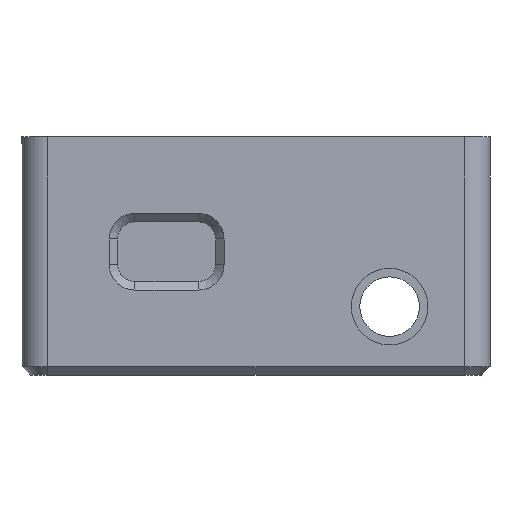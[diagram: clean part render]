
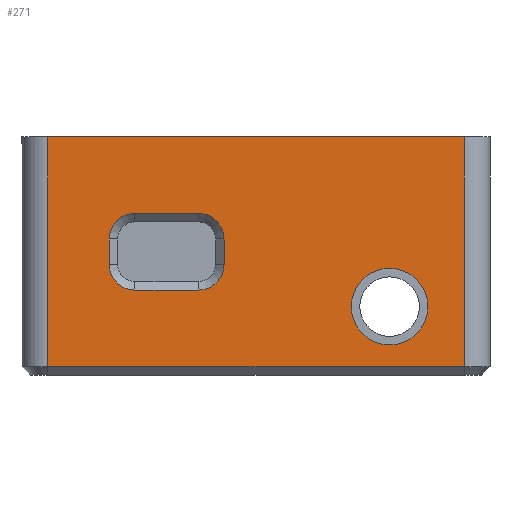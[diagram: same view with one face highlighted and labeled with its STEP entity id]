
A CAD part, left-side view. The second image highlights one B-rep face of the part: STEP entity #271.
In plain terms, the highlighted planar face has unit normal (-1, 0, 0).
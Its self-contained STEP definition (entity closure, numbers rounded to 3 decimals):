
#152=FACE_BOUND('',#536,.T.);
#153=FACE_BOUND('',#537,.T.);
#154=FACE_BOUND('',#538,.T.);
#218=CIRCLE('',#2042,3.);
#219=CIRCLE('',#2043,3.);
#220=CIRCLE('',#2044,3.);
#221=CIRCLE('',#2045,3.);
#222=CIRCLE('',#2046,4.5);
#271=ADVANCED_FACE('',(#152,#153,#154),#375,.F.);
#375=PLANE('',#2047);
#536=EDGE_LOOP('',(#800,#801,#802,#803,#804,#805,#806,#807));
#537=EDGE_LOOP('',(#808));
#538=EDGE_LOOP('',(#809,#810,#811,#812));
#800=ORIENTED_EDGE('',*,*,#1466,.T.);
#801=ORIENTED_EDGE('',*,*,#1467,.T.);
#802=ORIENTED_EDGE('',*,*,#1468,.T.);
#803=ORIENTED_EDGE('',*,*,#1469,.T.);
#804=ORIENTED_EDGE('',*,*,#1470,.T.);
#805=ORIENTED_EDGE('',*,*,#1471,.T.);
#806=ORIENTED_EDGE('',*,*,#1472,.T.);
#807=ORIENTED_EDGE('',*,*,#1473,.T.);
#808=ORIENTED_EDGE('',*,*,#1474,.T.);
#809=ORIENTED_EDGE('',*,*,#1475,.T.);
#810=ORIENTED_EDGE('',*,*,#1476,.T.);
#811=ORIENTED_EDGE('',*,*,#1477,.T.);
#812=ORIENTED_EDGE('',*,*,#1355,.F.);
#1183=VERTEX_POINT('',#2738);
#1184=VERTEX_POINT('',#2740);
#1271=VERTEX_POINT('',#2955);
#1272=VERTEX_POINT('',#2956);
#1273=VERTEX_POINT('',#2958);
#1274=VERTEX_POINT('',#2960);
#1275=VERTEX_POINT('',#2962);
#1276=VERTEX_POINT('',#2964);
#1277=VERTEX_POINT('',#2966);
#1278=VERTEX_POINT('',#2968);
#1279=VERTEX_POINT('',#2971);
#1280=VERTEX_POINT('',#2973);
#1281=VERTEX_POINT('',#2975);
#1355=EDGE_CURVE('',#1183,#1184,#1613,.T.);
#1466=EDGE_CURVE('',#1271,#1272,#1700,.T.);
#1467=EDGE_CURVE('',#1272,#1273,#218,.T.);
#1468=EDGE_CURVE('',#1273,#1274,#1701,.T.);
#1469=EDGE_CURVE('',#1274,#1275,#219,.T.);
#1470=EDGE_CURVE('',#1275,#1276,#1702,.T.);
#1471=EDGE_CURVE('',#1276,#1277,#220,.T.);
#1472=EDGE_CURVE('',#1277,#1278,#1703,.T.);
#1473=EDGE_CURVE('',#1278,#1271,#221,.T.);
#1474=EDGE_CURVE('',#1279,#1279,#222,.T.);
#1475=EDGE_CURVE('',#1183,#1280,#1704,.T.);
#1476=EDGE_CURVE('',#1280,#1281,#1705,.T.);
#1477=EDGE_CURVE('',#1281,#1184,#1706,.T.);
#1613=LINE('',#2739,#1813);
#1700=LINE('',#2954,#1900);
#1701=LINE('',#2959,#1901);
#1702=LINE('',#2963,#1902);
#1703=LINE('',#2967,#1903);
#1704=LINE('',#2972,#1904);
#1705=LINE('',#2974,#1905);
#1706=LINE('',#2976,#1906);
#1813=VECTOR('',#2190,1.);
#1900=VECTOR('',#2359,1.);
#1901=VECTOR('',#2362,1.);
#1902=VECTOR('',#2365,1.);
#1903=VECTOR('',#2368,1.);
#1904=VECTOR('',#2373,1.);
#1905=VECTOR('',#2374,1.);
#1906=VECTOR('',#2375,1.);
#2042=AXIS2_PLACEMENT_3D('',#2957,#2360,#2361);
#2043=AXIS2_PLACEMENT_3D('',#2961,#2363,#2364);
#2044=AXIS2_PLACEMENT_3D('',#2965,#2366,#2367);
#2045=AXIS2_PLACEMENT_3D('',#2969,#2369,#2370);
#2046=AXIS2_PLACEMENT_3D('',#2970,#2371,#2372);
#2047=AXIS2_PLACEMENT_3D('',#2977,#2376,#2377);
#2190=DIRECTION('',(0.,-1.,0.));
#2359=DIRECTION('',(0.,0.,-1.));
#2360=DIRECTION('',(1.,0.,0.));
#2361=DIRECTION('',(0.,1.,0.));
#2362=DIRECTION('',(0.,1.,0.));
#2363=DIRECTION('',(1.,0.,0.));
#2364=DIRECTION('',(0.,1.,0.));
#2365=DIRECTION('',(0.,0.,1.));
#2366=DIRECTION('',(1.,0.,0.));
#2367=DIRECTION('',(0.,1.,0.));
#2368=DIRECTION('',(0.,-1.,0.));
#2369=DIRECTION('',(1.,0.,0.));
#2370=DIRECTION('',(0.,1.,0.));
#2371=DIRECTION('',(1.,0.,0.));
#2372=DIRECTION('',(0.,-1.,0.));
#2373=DIRECTION('',(0.,0.,-1.));
#2374=DIRECTION('',(0.,-1.,0.));
#2375=DIRECTION('',(0.,0.,1.));
#2376=DIRECTION('',(1.,0.,0.));
#2377=DIRECTION('',(0.,1.,0.));
#2738=CARTESIAN_POINT('',(0.,52.,28.));
#2739=CARTESIAN_POINT('',(0.,55.,28.));
#2740=CARTESIAN_POINT('',(0.,3.,28.));
#2954=CARTESIAN_POINT('',(0.,31.25,2.));
#2955=CARTESIAN_POINT('',(0.,31.25,16.));
#2956=CARTESIAN_POINT('',(0.,31.25,13.));
#2957=CARTESIAN_POINT('',(0.,34.25,13.));
#2958=CARTESIAN_POINT('',(0.,34.25,10.));
#2959=CARTESIAN_POINT('',(0.,55.,10.));
#2960=CARTESIAN_POINT('',(0.,41.75,10.));
#2961=CARTESIAN_POINT('',(0.,41.75,13.));
#2962=CARTESIAN_POINT('',(0.,44.75,13.));
#2963=CARTESIAN_POINT('',(0.,44.75,2.));
#2964=CARTESIAN_POINT('',(0.,44.75,16.));
#2965=CARTESIAN_POINT('',(0.,41.75,16.));
#2966=CARTESIAN_POINT('',(0.,41.75,19.));
#2967=CARTESIAN_POINT('',(0.,55.,19.));
#2968=CARTESIAN_POINT('',(0.,34.25,19.));
#2969=CARTESIAN_POINT('',(0.,34.25,16.));
#2970=CARTESIAN_POINT('',(0.,11.8,8.05));
#2971=CARTESIAN_POINT('',(0.,7.3,8.05));
#2972=CARTESIAN_POINT('',(0.,52.,2.));
#2973=CARTESIAN_POINT('',(0.,52.,1.));
#2974=CARTESIAN_POINT('',(0.,55.,1.));
#2975=CARTESIAN_POINT('',(0.,3.,1.));
#2976=CARTESIAN_POINT('',(0.,3.,2.));
#2977=CARTESIAN_POINT('',(0.,55.,2.));
